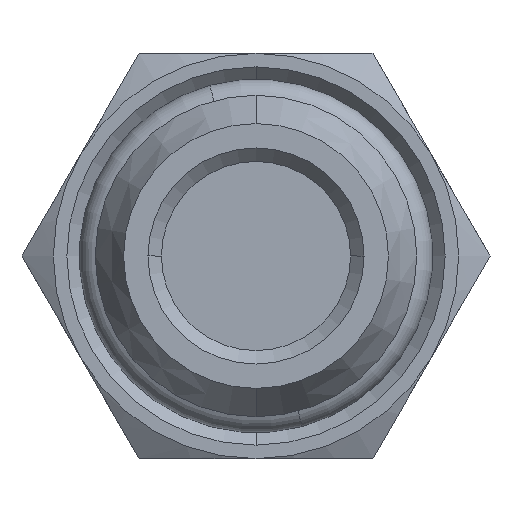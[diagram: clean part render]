
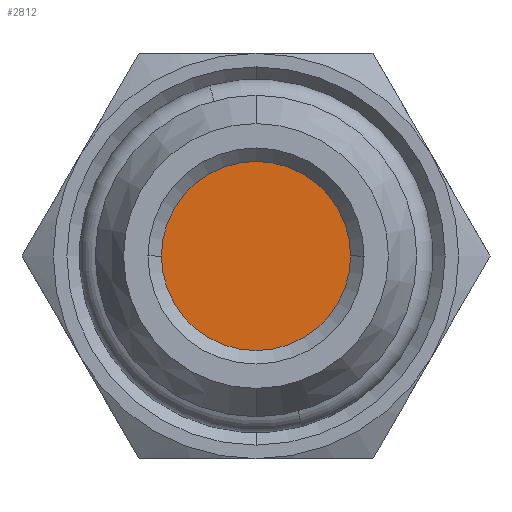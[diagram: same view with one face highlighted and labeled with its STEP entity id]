
A CAD part, front view. The second image highlights one B-rep face of the part: STEP entity #2812.
In plain terms, the highlighted planar face has unit normal (0, -1, 0).
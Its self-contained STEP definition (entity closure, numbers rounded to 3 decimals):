
#326 = CARTESIAN_POINT ( 'NONE',  ( -4.163, 1.158, 0. ) ) ;
#328 = PLANE ( 'NONE',  #1435 ) ;
#330 = DIRECTION ( 'NONE',  ( 0., 1., 0. ) ) ;
#331 = DIRECTION ( 'NONE',  ( 0., 0., 1. ) ) ;
#568 = FACE_OUTER_BOUND ( 'NONE', #1665, .T. ) ;
#737 = CARTESIAN_POINT ( 'NONE',  ( -3.5, 1.158, 0. ) ) ;
#863 = CIRCLE ( 'NONE', #2574, 3.5 ) ;
#881 = CIRCLE ( 'NONE', #2580, 3.5 ) ;
#1061 = VERTEX_POINT ( 'NONE', #737 ) ;
#1090 = VERTEX_POINT ( 'NONE', #2649 ) ;
#1435 = AXIS2_PLACEMENT_3D ( 'NONE', #326, #330, #331 ) ;
#1493 = EDGE_CURVE ( 'NONE', #1090, #1061, #863, .T. ) ;
#1502 = EDGE_CURVE ( 'NONE', #1061, #1090, #881, .T. ) ;
#1665 = EDGE_LOOP ( 'NONE', ( #1844, #1845 ) ) ;
#1844 = ORIENTED_EDGE ( 'NONE', *, *, #1502, .F. ) ;
#1845 = ORIENTED_EDGE ( 'NONE', *, *, #1493, .F. ) ;
#2115 = CARTESIAN_POINT ( 'NONE',  ( 0., 1.158, 0. ) ) ;
#2116 = DIRECTION ( 'NONE',  ( 0., 1., 0. ) ) ;
#2117 = DIRECTION ( 'NONE',  ( 0., 0., 1. ) ) ;
#2137 = CARTESIAN_POINT ( 'NONE',  ( 0., 1.158, 0. ) ) ;
#2138 = DIRECTION ( 'NONE',  ( 0., 1., 0. ) ) ;
#2139 = DIRECTION ( 'NONE',  ( 0., 0., 1. ) ) ;
#2574 = AXIS2_PLACEMENT_3D ( 'NONE', #2115, #2116, #2117 ) ;
#2580 = AXIS2_PLACEMENT_3D ( 'NONE', #2137, #2138, #2139 ) ;
#2649 = CARTESIAN_POINT ( 'NONE',  ( 3.5, 1.158, 0. ) ) ;
#2812 = ADVANCED_FACE ( 'NONE', ( #568 ), #328, .F. ) ;
